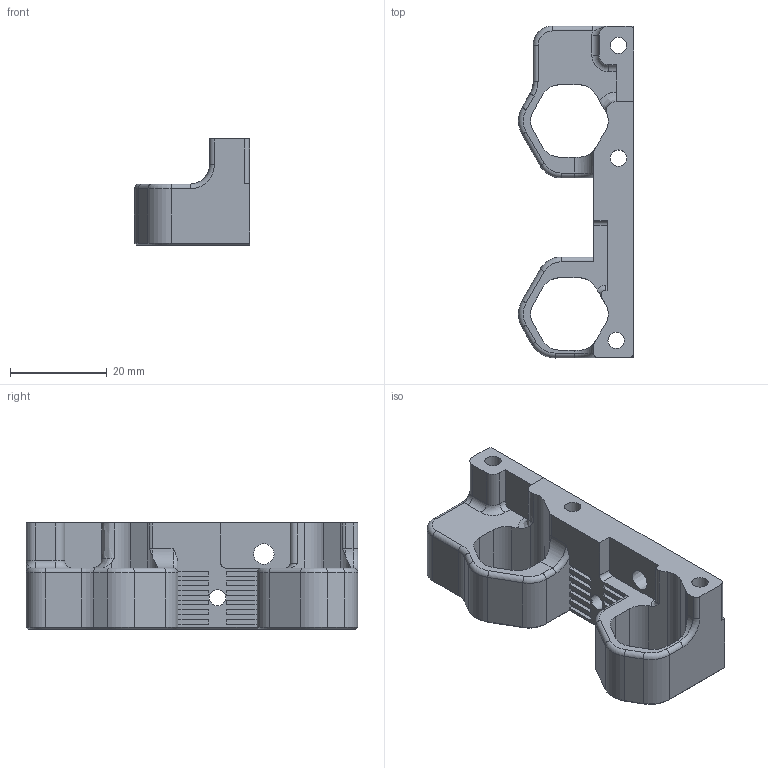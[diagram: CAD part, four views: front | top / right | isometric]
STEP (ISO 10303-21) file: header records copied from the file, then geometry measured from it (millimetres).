
FILE_DESCRIPTION(('FreeCAD Model'),'2;1');
FILE_NAME('Open CASCADE Shape Model','2023-02-11T17:48:15',(''),(''), 'Open CASCADE STEP processor 7.6','FreeCAD','Unknown');
FILE_SCHEMA(('AUTOMOTIVE_DESIGN { 1 0 10303 214 1 1 1 1 }'));
Length unit declared in the file: millimetre
Products named in the file (1): BaseRight
Bounding box: 23.87 x 68.75 x 22 mm (x, y, z)
Volume: 13943.7 mm3; surface area: 7964.9 mm2
Topology: 1 solids, 1 shells, 208 faces, 544 edges, 339 vertices
Faces by surface type: plane 112, cylinder 51, cone 26, torus 15, bspline 4
Full cylindrical faces by diameter (mm): 3.4 x4, 4.7 x3, 6.1 x1
Entity records: 14580 total; most frequent: CARTESIAN_POINT 3634, DIRECTION 2078, LINE 1330, VECTOR 1330, ORIENTED_EDGE 1084, PCURVE 1084, DEFINITIONAL_REPRESENTATION 1084, EDGE_CURVE 542
